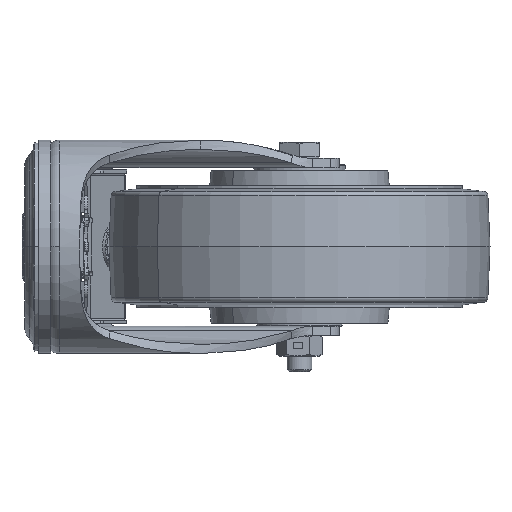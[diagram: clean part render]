
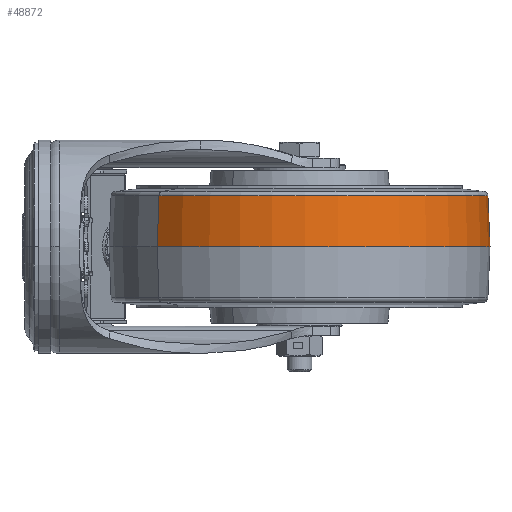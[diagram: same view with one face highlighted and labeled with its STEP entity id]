
A CAD part, left-side view. The second image highlights one B-rep face of the part: STEP entity #48872.
In plain terms, the highlighted conical face has half-angle 2.386 degrees and reference radius 62.5 mm.
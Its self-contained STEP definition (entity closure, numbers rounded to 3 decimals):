
#1033 = DIRECTION ( 'NONE',  ( 0., 0., -1. ) ) ;
#1036 = LINE ( 'NONE', #23720, #31993 ) ;
#2125 = CARTESIAN_POINT ( 'NONE',  ( -1.613, -44.367, 0. ) ) ;
#2638 = EDGE_CURVE ( 'NONE', #3588, #39705, #1036, .T. ) ;
#3588 = VERTEX_POINT ( 'NONE', #38258 ) ;
#5715 = VECTOR ( 'NONE', #39471, 1000. ) ;
#6517 = CARTESIAN_POINT ( 'NONE',  ( 81.149, -137.113, 16.727 ) ) ;
#7202 = ORIENTED_EDGE ( 'NONE', *, *, #2638, .T. ) ;
#7296 = EDGE_CURVE ( 'NONE', #44910, #43033, #47089, .T. ) ;
#8221 = EDGE_CURVE ( 'NONE', #44910, #3588, #10393, .T. ) ;
#9081 = ORIENTED_EDGE ( 'NONE', *, *, #18052, .T. ) ;
#10393 = CIRCLE ( 'NONE', #13572, 61.803 ) ;
#11324 = AXIS2_PLACEMENT_3D ( 'NONE', #27020, #1033, #23475 ) ;
#11769 = FACE_OUTER_BOUND ( 'NONE', #44558, .T. ) ;
#13572 = AXIS2_PLACEMENT_3D ( 'NONE', #33638, #29405, #18404 ) ;
#18052 = EDGE_CURVE ( 'NONE', #39705, #43033, #29364, .T. ) ;
#18404 = DIRECTION ( 'NONE',  ( -0.666, 0.746, 0. ) ) ;
#23475 = DIRECTION ( 'NONE',  ( 0.666, -0.746, 0. ) ) ;
#23619 = CARTESIAN_POINT ( 'NONE',  ( 81.613, -137.633, 0. ) ) ;
#23720 = CARTESIAN_POINT ( 'NONE',  ( -1.613, -44.367, 0. ) ) ;
#23874 = CARTESIAN_POINT ( 'NONE',  ( 40., -91., 0. ) ) ;
#27020 = CARTESIAN_POINT ( 'NONE',  ( 40., -91., 0. ) ) ;
#28860 = DIRECTION ( 'NONE',  ( 0., 0., 1. ) ) ;
#29113 = CARTESIAN_POINT ( 'NONE',  ( 81.613, -137.633, 0. ) ) ;
#29364 = CIRCLE ( 'NONE', #49480, 62.5 ) ;
#29405 = DIRECTION ( 'NONE',  ( 0., 0., -1. ) ) ;
#31263 = DIRECTION ( 'NONE',  ( -0.028, 0.031, -0.999 ) ) ;
#31993 = VECTOR ( 'NONE', #31263, 1000. ) ;
#33638 = CARTESIAN_POINT ( 'NONE',  ( 40., -91., 16.727 ) ) ;
#38258 = CARTESIAN_POINT ( 'NONE',  ( -1.149, -44.887, 16.727 ) ) ;
#39471 = DIRECTION ( 'NONE',  ( 0.028, -0.031, -0.999 ) ) ;
#39705 = VERTEX_POINT ( 'NONE', #2125 ) ;
#40826 = ORIENTED_EDGE ( 'NONE', *, *, #8221, .T. ) ;
#42475 = CONICAL_SURFACE ( 'NONE', #11324, 62.5, 0.042 ) ;
#43033 = VERTEX_POINT ( 'NONE', #23619 ) ;
#44204 = DIRECTION ( 'NONE',  ( -0.666, 0.746, 0. ) ) ;
#44558 = EDGE_LOOP ( 'NONE', ( #40826, #7202, #9081, #45513 ) ) ;
#44910 = VERTEX_POINT ( 'NONE', #6517 ) ;
#45513 = ORIENTED_EDGE ( 'NONE', *, *, #7296, .F. ) ;
#47089 = LINE ( 'NONE', #29113, #5715 ) ;
#48872 = ADVANCED_FACE ( 'NONE', ( #11769 ), #42475, .T. ) ;
#49480 = AXIS2_PLACEMENT_3D ( 'NONE', #23874, #28860, #44204 ) ;
